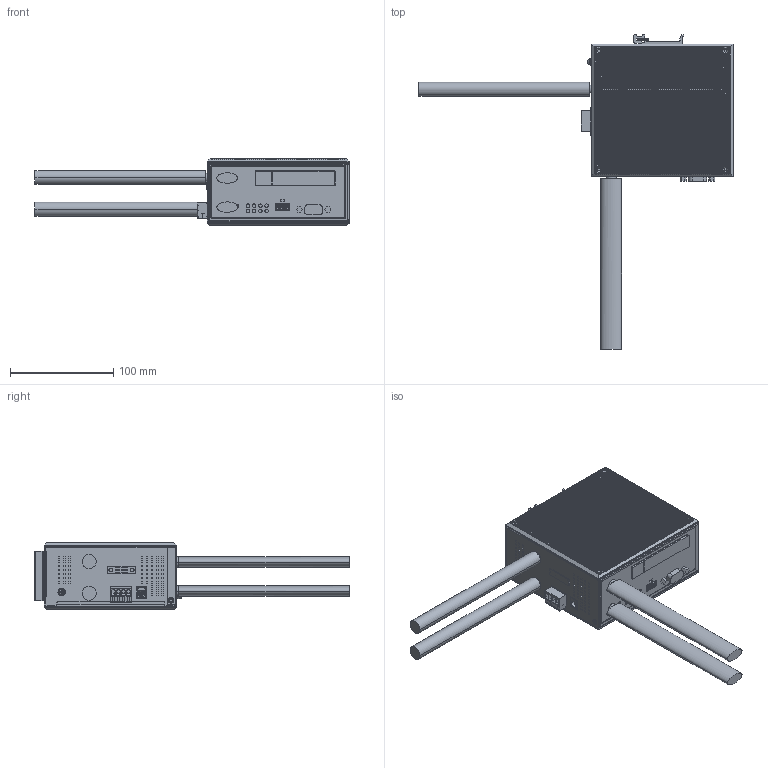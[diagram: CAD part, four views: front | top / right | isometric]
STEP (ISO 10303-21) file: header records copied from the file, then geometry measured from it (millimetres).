
FILE_DESCRIPTION((''),'2;1');
FILE_NAME('ASM_TR906_ASM','2022-03-28T',('admin'),(''),'PRO/ENGINEER BY PARAMETRIC TECHNOLOGY CORPORATION, 2013230','PRO/ENGINEER BY PARAMETRIC TECHNOLOGY CORPORATION, 2013230','');
FILE_SCHEMA(('AUTOMOTIVE_DESIGN { 1 0 10303 214 1 1 1 1 }'));
Products named in the file (45): DCJ2-DR-14_3X9X10_9_1; USB-AF-M-DHR-13_1X14X6_9_1; PCB_B_ASM_4_ASM; RJ45-1X4-M1_02-DRG-L-H13_4-2_2; RJ45-M1_02-DRG-L-H13_4-2_2; PCB_A_ASM_3_ASM; MANIFOLD_SOLID_BREP_75905; MANIFOLD_SOLID_BREP_76713; MANIFOLD_SOLID_BREP_76915; MANIFOLD_SOLID_BREP_77117; MANIFOLD_SOLID_BREP_77319; MANIFOLD_SOLID_BREP_77521; MANIFOLD_SOLID_BREP_77723; MANIFOLD_SOLID_BREP_77925; MANIFOLD_SOLID_BREP_78127; MANIFOLD_SOLID_BREP_78329; MANIFOLD_SOLID_BREP_78531; BTM01_42_ASM; MANIFOLD_SOLID_BREP_92447; MANIFOLD_SOLID_BREP_92649; MANIFOLD_SOLID_BREP_92851; MANIFOLD_SOLID_BREP_93053; MANIFOLD_SOLID_BREP_93255; MANIFOLD_SOLID_BREP_93457; MANIFOLD_SOLID_BREP_93659; MANIFOLD_SOLID_BREP_93861; MANIFOLD_SOLID_BREP_94063; MANIFOLD_SOLID_BREP_94265; MANIFOLD_SOLID_BREP_94467; MANIFOLD_SOLID_BREP_94669; MANIFOLD_SOLID_BREP_94871; MANIFOLD_SOLID_BREP_95073; TOP01__3_ASM; ZUHELUODING_7; GAIBAN01_7; GAIBAN02_11; DAOGUIKAKOU_30; MANIFOLD_SOLID_BREP_128035; MANIFOLD_SOLID_BREP_128185; MANIFOLD_SOLID_BREP_128335 ...
Assembly tree (45 placements, depth 4):
  ASM_TR906_ASM
    ASM_TR906_ASM_6_ASM
      PCB_B_ASM_4_ASM
        DCJ2-DR-14_3X9X10_9_1
        USB-AF-M-DHR-13_1X14X6_9_1
      PCB_A_ASM_3_ASM
        RJ45-1X4-M1_02-DRG-L-H13_4-2_2
        RJ45-M1_02-DRG-L-H13_4-2_2
      BTM01_42_ASM
        MANIFOLD_SOLID_BREP_75905
        MANIFOLD_SOLID_BREP_76713
        MANIFOLD_SOLID_BREP_76915
        MANIFOLD_SOLID_BREP_77117
        MANIFOLD_SOLID_BREP_77319
        MANIFOLD_SOLID_BREP_77521
        MANIFOLD_SOLID_BREP_77723
        MANIFOLD_SOLID_BREP_77925
        MANIFOLD_SOLID_BREP_78127
        MANIFOLD_SOLID_BREP_78329
        MANIFOLD_SOLID_BREP_78531
      TOP01__3_ASM
        MANIFOLD_SOLID_BREP_92447
        MANIFOLD_SOLID_BREP_92649
        MANIFOLD_SOLID_BREP_92851
        MANIFOLD_SOLID_BREP_93053
        MANIFOLD_SOLID_BREP_93255
        MANIFOLD_SOLID_BREP_93457
        MANIFOLD_SOLID_BREP_93659
        MANIFOLD_SOLID_BREP_93861
        MANIFOLD_SOLID_BREP_94063
        MANIFOLD_SOLID_BREP_94265
        MANIFOLD_SOLID_BREP_94467
        MANIFOLD_SOLID_BREP_94669
        MANIFOLD_SOLID_BREP_94871
        MANIFOLD_SOLID_BREP_95073
      ZUHELUODING_7
      GAIBAN01_7
      GAIBAN02_11
      DAOGUIKAKOU_30
      DUANZITAI_MUZUO_7_ASM
        MANIFOLD_SOLID_BREP_128035
        MANIFOLD_SOLID_BREP_128185
        MANIFOLD_SOLID_BREP_128335
      CABLE_1  x2
      SIM_COVER_2
Bounding box: 304 x 304.4 x 65.24 mm (x, y, z)
Volume: 1216480.9 mm3; surface area: 290294.8 mm2
Topology: 39 solids, 41 shells, 3630 faces, 10271 edges, 6674 vertices
Faces by surface type: plane 2647, cylinder 872, bspline 44, cone 40, torus 13, sphere 10, extrusion 4
Entity records: 125289 total; most frequent: CARTESIAN_POINT 25544, ORIENTED_EDGE 20486, DIRECTION 17904, EDGE_CURVE 10243, VECTOR 8150, LINE 8146, VERTEX_POINT 6662, AXIS2_PLACEMENT_3D 4877
